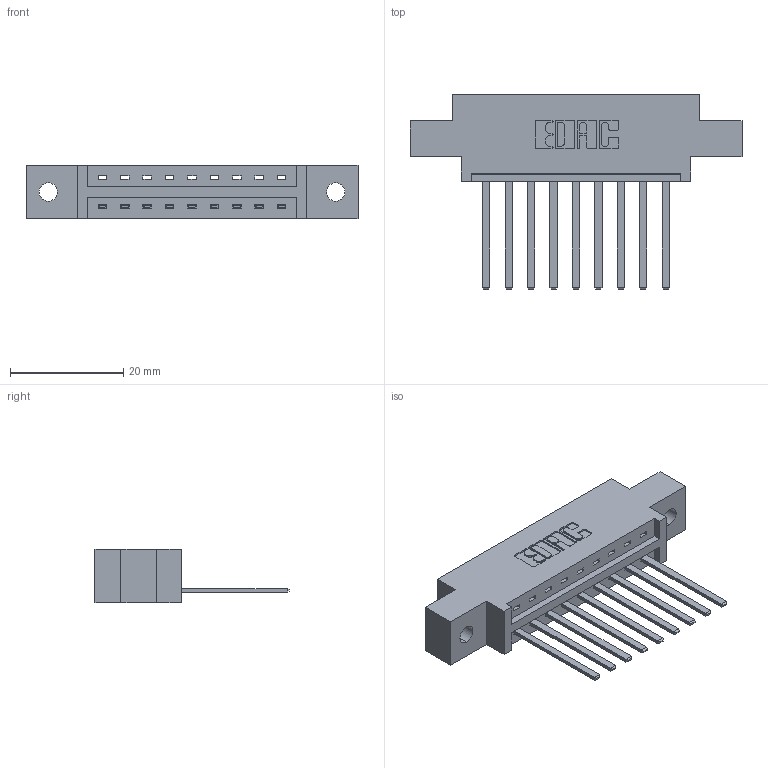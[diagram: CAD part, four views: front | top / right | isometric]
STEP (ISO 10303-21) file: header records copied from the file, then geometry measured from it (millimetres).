
FILE_DESCRIPTION (( 'STEP AP203' ), '1' );
FILE_NAME ('387-009-544-602.STEP', '2019-10-02T10:50:20', ( '' ), ( '' ), 'SwSTEP 2.0', 'SolidWorks 2016', '' );
FILE_SCHEMA (( 'CONFIG_CONTROL_DESIGN' ));
Length unit declared in the file: inch
Products named in the file (3): 387-009-544-602; 345-292-001_345-293-144; 337 Part_0.170 Offset - 0.128 Dia
Assembly tree (10 placements, depth 2):
  387-009-544-602
    337 Part_0.170 Offset - 0.128 Dia
    345-292-001_345-293-144  x9
Bounding box: 58.67 x 34.3 x 9.4 mm (x, y, z)
Volume: 5635.3 mm3; surface area: 5809.5 mm2
Topology: 10 solids, 10 shells, 622 faces, 1853 edges, 1222 vertices
Faces by surface type: plane 452, cylinder 170
Entity records: 10909 total; most frequent: CARTESIAN_POINT 1905, ORIENTED_EDGE 1850, DIRECTION 1667, EDGE_CURVE 925, LINE 801, VECTOR 801, VERTEX_POINT 614, AXIS2_PLACEMENT_3D 433
